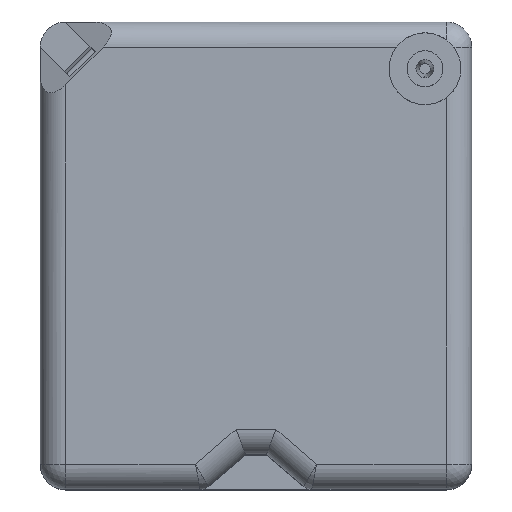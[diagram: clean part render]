
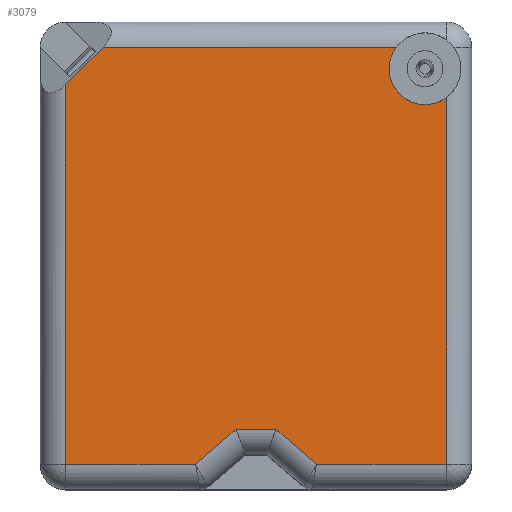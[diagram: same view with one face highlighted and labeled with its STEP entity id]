
A CAD part, top view. The second image highlights one B-rep face of the part: STEP entity #3079.
In plain terms, the highlighted planar face has unit normal (0, 0, 1).
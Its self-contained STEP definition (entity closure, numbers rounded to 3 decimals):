
#92=DIRECTION('',(0.759,0.651,0.));
#93=VECTOR('',#92,1.49);
#94=CARTESIAN_POINT('',(-1.685,-5.8,0.));
#95=LINE('',#94,#93);
#96=DIRECTION('',(1.,0.,0.));
#97=VECTOR('',#96,3.615);
#98=CARTESIAN_POINT('',(-5.3,-5.8,0.));
#99=LINE('',#98,#97);
#100=DIRECTION('',(0.,-1.,0.));
#101=VECTOR('',#100,10.549);
#102=CARTESIAN_POINT('',(-5.3,4.749,0.));
#103=LINE('',#102,#101);
#104=DIRECTION('',(0.707,0.707,0.));
#105=VECTOR('',#104,1.486);
#106=CARTESIAN_POINT('',(-5.3,4.749,0.));
#107=LINE('',#106,#105);
#108=DIRECTION('',(-1.,0.,0.));
#109=VECTOR('',#108,8.149);
#110=CARTESIAN_POINT('',(3.9,5.8,0.));
#111=LINE('',#110,#109);
#112=CARTESIAN_POINT('',(4.7,5.2,0.));
#113=DIRECTION('',(0.,0.,1.));
#114=DIRECTION('',(-0.8,0.6,0.));
#115=AXIS2_PLACEMENT_3D('',#112,#113,#114);
#117=CARTESIAN_POINT('',(4.7,5.2,0.));
#118=DIRECTION('',(0.,0.,1.));
#119=DIRECTION('',(0.,-1.,0.));
#120=AXIS2_PLACEMENT_3D('',#117,#118,#119);
#122=DIRECTION('',(0.,1.,0.));
#123=VECTOR('',#122,10.2);
#124=CARTESIAN_POINT('',(5.3,-5.8,0.));
#125=LINE('',#124,#123);
#126=DIRECTION('',(1.,0.,0.));
#127=VECTOR('',#126,3.615);
#128=CARTESIAN_POINT('',(1.685,-5.8,0.));
#129=LINE('',#128,#127);
#130=DIRECTION('',(0.759,-0.651,0.));
#131=VECTOR('',#130,1.49);
#132=CARTESIAN_POINT('',(0.554,-4.83,0.));
#133=LINE('',#132,#131);
#134=DIRECTION('',(1.,0.,0.));
#135=VECTOR('',#134,1.108);
#136=CARTESIAN_POINT('',(-0.554,-4.83,0.));
#137=LINE('',#136,#135);
#194=CARTESIAN_POINT('',(5.3,4.4,0.));
#240=CARTESIAN_POINT('',(-5.3,4.749,0.));
#262=CARTESIAN_POINT('',(-4.249,5.8,0.));
#2345=CARTESIAN_POINT('',(3.9,5.8,0.));
#2459=CARTESIAN_POINT('',(4.7,4.2,0.));
#2460=VERTEX_POINT('',#2459);
#2971=CARTESIAN_POINT('',(-1.685,-5.8,0.));
#2972=CARTESIAN_POINT('',(-0.554,-4.83,0.));
#2973=VERTEX_POINT('',#2971);
#2974=VERTEX_POINT('',#2972);
#2976=VERTEX_POINT('',#240);
#2977=CARTESIAN_POINT('',(-5.3,-5.8,0.));
#2978=VERTEX_POINT('',#2977);
#2985=CARTESIAN_POINT('',(0.554,-4.83,0.));
#2986=CARTESIAN_POINT('',(1.685,-5.8,0.));
#2987=VERTEX_POINT('',#2985);
#2988=VERTEX_POINT('',#2986);
#2994=VERTEX_POINT('',#194);
#2999=CARTESIAN_POINT('',(5.3,-5.8,0.));
#3000=VERTEX_POINT('',#2999);
#3005=VERTEX_POINT('',#262);
#3011=VERTEX_POINT('',#2345);
#3050=CARTESIAN_POINT('',(0.,0.,0.));
#3051=DIRECTION('',(0.,0.,1.));
#3052=DIRECTION('',(1.,0.,0.));
#3053=AXIS2_PLACEMENT_3D('',#3050,#3051,#3052);
#3054=PLANE('',#3053);
#3056=ORIENTED_EDGE('',*,*,#3055,.F.);
#3058=ORIENTED_EDGE('',*,*,#3057,.F.);
#3060=ORIENTED_EDGE('',*,*,#3059,.F.);
#3062=ORIENTED_EDGE('',*,*,#3061,.T.);
#3064=ORIENTED_EDGE('',*,*,#3063,.F.);
#3066=ORIENTED_EDGE('',*,*,#3065,.T.);
#3068=ORIENTED_EDGE('',*,*,#3067,.T.);
#3070=ORIENTED_EDGE('',*,*,#3069,.F.);
#3072=ORIENTED_EDGE('',*,*,#3071,.F.);
#3074=ORIENTED_EDGE('',*,*,#3073,.F.);
#3076=ORIENTED_EDGE('',*,*,#3075,.F.);
#3077=EDGE_LOOP('',(#3056,#3058,#3060,#3062,#3064,#3066,#3068,#3070,#3072,#3074,
#3076));
#3078=FACE_OUTER_BOUND('',#3077,.F.);
#3079=ADVANCED_FACE('',(#3078),#3054,.T.);
#116=CIRCLE('',#115,1.);
#121=CIRCLE('',#120,1.);
#3055=EDGE_CURVE('',#2973,#2974,#95,.T.);
#3057=EDGE_CURVE('',#2978,#2973,#99,.T.);
#3059=EDGE_CURVE('',#2976,#2978,#103,.T.);
#3061=EDGE_CURVE('',#2976,#3005,#107,.T.);
#3063=EDGE_CURVE('',#3011,#3005,#111,.T.);
#3065=EDGE_CURVE('',#3011,#2460,#116,.T.);
#3067=EDGE_CURVE('',#2460,#2994,#121,.T.);
#3069=EDGE_CURVE('',#3000,#2994,#125,.T.);
#3071=EDGE_CURVE('',#2988,#3000,#129,.T.);
#3073=EDGE_CURVE('',#2987,#2988,#133,.T.);
#3075=EDGE_CURVE('',#2974,#2987,#137,.T.);
